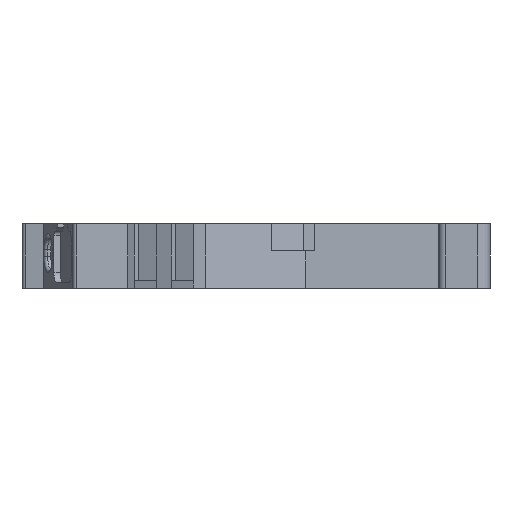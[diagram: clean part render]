
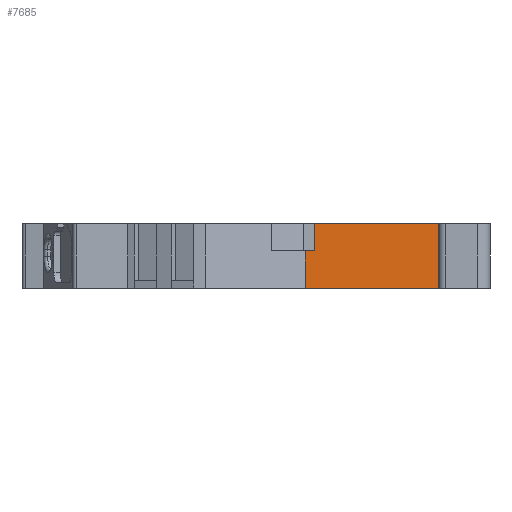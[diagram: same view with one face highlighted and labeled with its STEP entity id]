
A CAD part, left-side view. The second image highlights one B-rep face of the part: STEP entity #7685.
In plain terms, the highlighted planar face has unit normal (-0.999, -0.035, 0).
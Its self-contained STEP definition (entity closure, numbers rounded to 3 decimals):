
#3 = ORIENTED_EDGE ( 'NONE', *, *, #9722, .T. ) ;
#129 = AXIS2_PLACEMENT_3D ( 'NONE', #8985, #4187, #9774 ) ;
#300 = EDGE_CURVE ( 'NONE', #5909, #1781, #1484, .T. ) ;
#603 = EDGE_LOOP ( 'NONE', ( #9757, #7691, #1910, #3, #10143, #689, #9155, #7542 ) ) ;
#664 = DIRECTION ( 'NONE',  ( 0.035, -0.999, 0. ) ) ;
#689 = ORIENTED_EDGE ( 'NONE', *, *, #9343, .T. ) ;
#720 = LINE ( 'NONE', #10319, #4711 ) ;
#752 = EDGE_CURVE ( 'NONE', #9425, #2160, #2928, .T. ) ;
#1484 = LINE ( 'NONE', #3794, #5478 ) ;
#1514 = VERTEX_POINT ( 'NONE', #6006 ) ;
#1781 = VERTEX_POINT ( 'NONE', #10340 ) ;
#1910 = ORIENTED_EDGE ( 'NONE', *, *, #2814, .T. ) ;
#2030 = VERTEX_POINT ( 'NONE', #2647 ) ;
#2137 = DIRECTION ( 'NONE',  ( 0., 0., 1. ) ) ;
#2160 = VERTEX_POINT ( 'NONE', #3565 ) ;
#2363 = DIRECTION ( 'NONE',  ( 0., 0., 1. ) ) ;
#2425 = VERTEX_POINT ( 'NONE', #4844 ) ;
#2542 = CARTESIAN_POINT ( 'NONE',  ( -11.259, -16.111, -0.9 ) ) ;
#2647 = CARTESIAN_POINT ( 'NONE',  ( -11.165, -18.8, -4.95 ) ) ;
#2814 = EDGE_CURVE ( 'NONE', #1514, #2030, #8143, .T. ) ;
#2928 = LINE ( 'NONE', #9125, #4816 ) ;
#3032 = VERTEX_POINT ( 'NONE', #2542 ) ;
#3118 = CARTESIAN_POINT ( 'NONE',  ( -11.165, -18.8, -0.9 ) ) ;
#3447 = EDGE_CURVE ( 'NONE', #2425, #3032, #4180, .T. ) ;
#3494 = DIRECTION ( 'NONE',  ( 0.035, -0.999, 0. ) ) ;
#3565 = CARTESIAN_POINT ( 'NONE',  ( -11.597, -6.438, -2.025 ) ) ;
#3699 = DIRECTION ( 'NONE',  ( 0.035, -0.999, 0. ) ) ;
#3794 = CARTESIAN_POINT ( 'NONE',  ( -11.165, -18.8, 0.1 ) ) ;
#3882 = DIRECTION ( 'NONE',  ( -0.035, 0.999, 0. ) ) ;
#3918 = VECTOR ( 'NONE', #3882, 1000. ) ;
#3939 = VECTOR ( 'NONE', #6194, 1000. ) ;
#3945 = VECTOR ( 'NONE', #8768, 1000. ) ;
#4180 = LINE ( 'NONE', #3118, #3918 ) ;
#4187 = DIRECTION ( 'NONE',  ( -0.999, -0.035, 0. ) ) ;
#4711 = VECTOR ( 'NONE', #2363, 1000. ) ;
#4816 = VECTOR ( 'NONE', #3494, 1000. ) ;
#4844 = CARTESIAN_POINT ( 'NONE',  ( -11.165, -18.8, -0.9 ) ) ;
#5197 = CARTESIAN_POINT ( 'NONE',  ( -11.597, -6.438, 0.1 ) ) ;
#5478 = VECTOR ( 'NONE', #3699, 1000. ) ;
#5788 = VECTOR ( 'NONE', #2137, 1000. ) ;
#5909 = VERTEX_POINT ( 'NONE', #5197 ) ;
#6006 = CARTESIAN_POINT ( 'NONE',  ( -11.622, -5.708, -4.95 ) ) ;
#6194 = DIRECTION ( 'NONE',  ( 0., 0., 1. ) ) ;
#6929 = CARTESIAN_POINT ( 'NONE',  ( -11.622, -5.708, -4.95 ) ) ;
#7266 = CARTESIAN_POINT ( 'NONE',  ( -11.622, -5.708, -2.025 ) ) ;
#7542 = ORIENTED_EDGE ( 'NONE', *, *, #8146, .F. ) ;
#7659 = LINE ( 'NONE', #6929, #5788 ) ;
#7685 = ADVANCED_FACE ( 'NONE', ( #9470 ), #9741, .T. ) ;
#7691 = ORIENTED_EDGE ( 'NONE', *, *, #8608, .F. ) ;
#7991 = CARTESIAN_POINT ( 'NONE',  ( -11.165, -18.8, -4.95 ) ) ;
#8143 = LINE ( 'NONE', #10241, #9993 ) ;
#8146 = EDGE_CURVE ( 'NONE', #2160, #5909, #10338, .T. ) ;
#8608 = EDGE_CURVE ( 'NONE', #1514, #9425, #7659, .T. ) ;
#8768 = DIRECTION ( 'NONE',  ( 0., 0., 1. ) ) ;
#8985 = CARTESIAN_POINT ( 'NONE',  ( -11.165, -18.8, -4.95 ) ) ;
#9125 = CARTESIAN_POINT ( 'NONE',  ( -11.622, -5.708, -2.025 ) ) ;
#9155 = ORIENTED_EDGE ( 'NONE', *, *, #300, .F. ) ;
#9343 = EDGE_CURVE ( 'NONE', #3032, #1781, #720, .T. ) ;
#9389 = CARTESIAN_POINT ( 'NONE',  ( -11.597, -6.438, -6.255 ) ) ;
#9425 = VERTEX_POINT ( 'NONE', #7266 ) ;
#9470 = FACE_OUTER_BOUND ( 'NONE', #603, .T. ) ;
#9722 = EDGE_CURVE ( 'NONE', #2030, #2425, #10078, .T. ) ;
#9741 = PLANE ( 'NONE',  #129 ) ;
#9757 = ORIENTED_EDGE ( 'NONE', *, *, #752, .F. ) ;
#9774 = DIRECTION ( 'NONE',  ( 0.035, -0.999, 0. ) ) ;
#9993 = VECTOR ( 'NONE', #664, 1000. ) ;
#10078 = LINE ( 'NONE', #7991, #3945 ) ;
#10143 = ORIENTED_EDGE ( 'NONE', *, *, #3447, .T. ) ;
#10241 = CARTESIAN_POINT ( 'NONE',  ( -11.165, -18.8, -4.95 ) ) ;
#10319 = CARTESIAN_POINT ( 'NONE',  ( -11.259, -16.111, -0.9 ) ) ;
#10338 = LINE ( 'NONE', #9389, #3939 ) ;
#10340 = CARTESIAN_POINT ( 'NONE',  ( -11.259, -16.111, 0.1 ) ) ;
